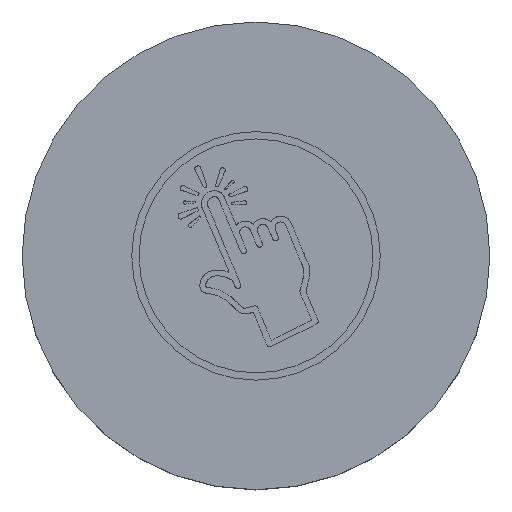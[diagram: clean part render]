
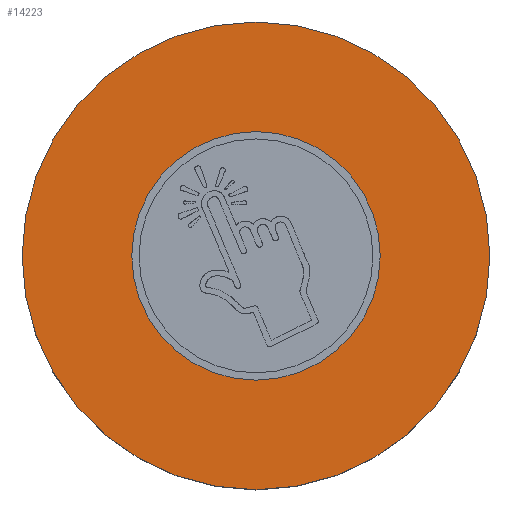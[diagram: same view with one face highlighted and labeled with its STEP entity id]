
A CAD part, top view. The second image highlights one B-rep face of the part: STEP entity #14223.
In plain terms, the highlighted planar face has unit normal (0, 0, 1).
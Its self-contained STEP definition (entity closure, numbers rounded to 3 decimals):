
#124=FACE_BOUND('',#1722,.T.);
#170=PLANE('',#16202);
#975=FACE_OUTER_BOUND('',#1721,.T.);
#1721=EDGE_LOOP('',(#11641));
#1722=EDGE_LOOP('',(#11642));
#3367=CIRCLE('',#14496,13.282);
#4436=CIRCLE('',#16203,25.);
#4594=VERTEX_POINT('',#21365);
#5771=VERTEX_POINT('',#25102);
#6059=EDGE_CURVE('',#4594,#4594,#3367,.T.);
#7824=EDGE_CURVE('',#5771,#5771,#4436,.T.);
#11641=ORIENTED_EDGE('',*,*,#7824,.T.);
#11642=ORIENTED_EDGE('',*,*,#6059,.T.);
#14223=ADVANCED_FACE('',(#975,#124),#170,.T.);
#14496=AXIS2_PLACEMENT_3D('',#21367,#16717,#16718);
#16202=AXIS2_PLACEMENT_3D('',#25101,#20747,#20748);
#16203=AXIS2_PLACEMENT_3D('',#25103,#20749,#20750);
#16717=DIRECTION('center_axis',(0.,0.,-1.));
#16718=DIRECTION('ref_axis',(1.,0.,0.));
#20747=DIRECTION('center_axis',(0.,0.,1.));
#20748=DIRECTION('ref_axis',(1.,0.,0.));
#20749=DIRECTION('center_axis',(0.,0.,1.));
#20750=DIRECTION('ref_axis',(1.,0.,0.));
#21365=CARTESIAN_POINT('',(-13.282,0.,14.5));
#21367=CARTESIAN_POINT('Origin',(0.,0.,14.5));
#25101=CARTESIAN_POINT('Origin',(0.,0.,14.5));
#25102=CARTESIAN_POINT('',(-25.,0.,14.5));
#25103=CARTESIAN_POINT('Origin',(0.,0.,14.5));
